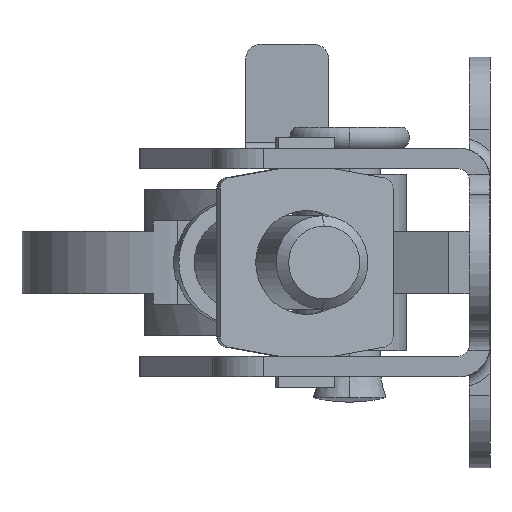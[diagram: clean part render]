
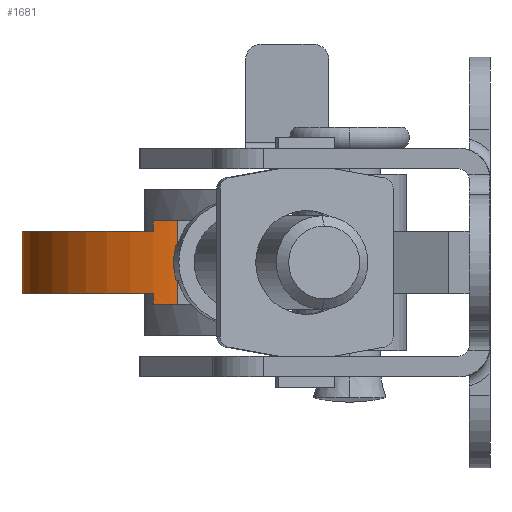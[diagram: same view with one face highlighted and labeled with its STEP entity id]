
A CAD part, left-side view. The second image highlights one B-rep face of the part: STEP entity #1681.
In plain terms, the highlighted cylindrical face has radius 15 mm (diameter 30 mm), a partial arc.
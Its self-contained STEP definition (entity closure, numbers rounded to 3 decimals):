
#43 = DIRECTION ( 'NONE',  ( 0., 0., 1. ) ) ;
#216 = EDGE_CURVE ( 'NONE', #5449, #1850, #2258, .T. ) ;
#349 = EDGE_CURVE ( 'NONE', #3819, #4809, #3364, .T. ) ;
#373 = VECTOR ( 'NONE', #43, 1000. ) ;
#526 = CARTESIAN_POINT ( 'NONE',  ( 3.5, 16.5, 3. ) ) ;
#540 = DIRECTION ( 'NONE',  ( 1., 0., 0. ) ) ;
#593 = AXIS2_PLACEMENT_3D ( 'NONE', #1617, #4045, #3572 ) ;
#632 = CIRCLE ( 'NONE', #2414, 15. ) ;
#757 = CARTESIAN_POINT ( 'NONE',  ( 3.5, 31.5, 3. ) ) ;
#802 = CARTESIAN_POINT ( 'NONE',  ( 3.5, 31.5, 3. ) ) ;
#882 = DIRECTION ( 'NONE',  ( 0., 0., -1. ) ) ;
#969 = EDGE_CURVE ( 'NONE', #1850, #4660, #2572, .T. ) ;
#1216 = VECTOR ( 'NONE', #5463, 1000. ) ;
#1397 = DIRECTION ( 'NONE',  ( 1., 0., 0. ) ) ;
#1404 = CARTESIAN_POINT ( 'NONE',  ( 3.5, 31.5, -3. ) ) ;
#1519 = CIRCLE ( 'NONE', #593, 15. ) ;
#1559 = CARTESIAN_POINT ( 'NONE',  ( -11.5, 16.5, 4. ) ) ;
#1618 = VERTEX_POINT ( 'NONE', #1404 ) ;
#1617 = CARTESIAN_POINT ( 'NONE',  ( 3.5, 16.5, 3. ) ) ;
#1645 = VECTOR ( 'NONE', #6245, 1000. ) ;
#1681 = ADVANCED_FACE ( 'NONE', ( #3413 ), #2875, .T. ) ;
#1850 = VERTEX_POINT ( 'NONE', #5586 ) ;
#1983 = VECTOR ( 'NONE', #3616, 1000. ) ;
#2012 = DIRECTION ( 'NONE',  ( 0., 0., -1. ) ) ;
#2083 = ORIENTED_EDGE ( 'NONE', *, *, #2502, .F. ) ;
#2258 = CIRCLE ( 'NONE', #4063, 15. ) ;
#2390 = DIRECTION ( 'NONE',  ( 0., 0., -1. ) ) ;
#2414 = AXIS2_PLACEMENT_3D ( 'NONE', #4044, #5091, #540 ) ;
#2502 = EDGE_CURVE ( 'NONE', #5384, #5342, #1519, .T. ) ;
#2511 = CARTESIAN_POINT ( 'NONE',  ( -11.312, 18.869, -4. ) ) ;
#2572 = LINE ( 'NONE', #2511, #1216 ) ;
#2583 = EDGE_CURVE ( 'NONE', #5342, #4809, #2704, .T. ) ;
#2692 = ORIENTED_EDGE ( 'NONE', *, *, #6378, .T. ) ;
#2704 = LINE ( 'NONE', #4087, #1983 ) ;
#2875 = CYLINDRICAL_SURFACE ( 'NONE', #4113, 15. ) ;
#3028 = DIRECTION ( 'NONE',  ( -1., 0., 0. ) ) ;
#3364 = CIRCLE ( 'NONE', #3908, 15. ) ;
#3413 = FACE_OUTER_BOUND ( 'NONE', #4537, .T. ) ;
#3572 = DIRECTION ( 'NONE',  ( 1., 0., 0. ) ) ;
#3616 = DIRECTION ( 'NONE',  ( 0., 0., 1. ) ) ;
#3784 = CARTESIAN_POINT ( 'NONE',  ( -11.312, 18.869, 3. ) ) ;
#3819 = VERTEX_POINT ( 'NONE', #1559 ) ;
#3908 = AXIS2_PLACEMENT_3D ( 'NONE', #4408, #882, #1397 ) ;
#4044 = CARTESIAN_POINT ( 'NONE',  ( 3.5, 16.5, -3. ) ) ;
#4045 = DIRECTION ( 'NONE',  ( 0., 0., 1. ) ) ;
#4063 = AXIS2_PLACEMENT_3D ( 'NONE', #4363, #2390, #5853 ) ;
#4087 = CARTESIAN_POINT ( 'NONE',  ( -11.312, 18.869, 0. ) ) ;
#4113 = AXIS2_PLACEMENT_3D ( 'NONE', #526, #2012, #3028 ) ;
#4124 = ORIENTED_EDGE ( 'NONE', *, *, #5486, .T. ) ;
#4309 = EDGE_CURVE ( 'NONE', #1618, #4660, #632, .T. ) ;
#4363 = CARTESIAN_POINT ( 'NONE',  ( 3.5, 16.5, -4. ) ) ;
#4408 = CARTESIAN_POINT ( 'NONE',  ( 3.5, 16.5, 4. ) ) ;
#4537 = EDGE_LOOP ( 'NONE', ( #5067, #5110, #6101, #2692, #4772, #5412, #2083, #4124 ) ) ;
#4660 = VERTEX_POINT ( 'NONE', #5403 ) ;
#4772 = ORIENTED_EDGE ( 'NONE', *, *, #349, .T. ) ;
#4809 = VERTEX_POINT ( 'NONE', #6507 ) ;
#5067 = ORIENTED_EDGE ( 'NONE', *, *, #4309, .T. ) ;
#5091 = DIRECTION ( 'NONE',  ( 0., 0., 1. ) ) ;
#5110 = ORIENTED_EDGE ( 'NONE', *, *, #969, .F. ) ;
#5232 = LINE ( 'NONE', #6069, #373 ) ;
#5342 = VERTEX_POINT ( 'NONE', #3784 ) ;
#5384 = VERTEX_POINT ( 'NONE', #757 ) ;
#5403 = CARTESIAN_POINT ( 'NONE',  ( -11.312, 18.869, -3. ) ) ;
#5412 = ORIENTED_EDGE ( 'NONE', *, *, #2583, .F. ) ;
#5449 = VERTEX_POINT ( 'NONE', #6318 ) ;
#5463 = DIRECTION ( 'NONE',  ( 0., 0., 1. ) ) ;
#5486 = EDGE_CURVE ( 'NONE', #5384, #1618, #5636, .T. ) ;
#5586 = CARTESIAN_POINT ( 'NONE',  ( -11.312, 18.869, -4. ) ) ;
#5636 = LINE ( 'NONE', #802, #1645 ) ;
#5853 = DIRECTION ( 'NONE',  ( 1., 0., 0. ) ) ;
#6069 = CARTESIAN_POINT ( 'NONE',  ( -11.5, 16.5, -4. ) ) ;
#6101 = ORIENTED_EDGE ( 'NONE', *, *, #216, .F. ) ;
#6245 = DIRECTION ( 'NONE',  ( 0., 0., -1. ) ) ;
#6318 = CARTESIAN_POINT ( 'NONE',  ( -11.5, 16.5, -4. ) ) ;
#6378 = EDGE_CURVE ( 'NONE', #5449, #3819, #5232, .T. ) ;
#6507 = CARTESIAN_POINT ( 'NONE',  ( -11.312, 18.869, 4. ) ) ;
